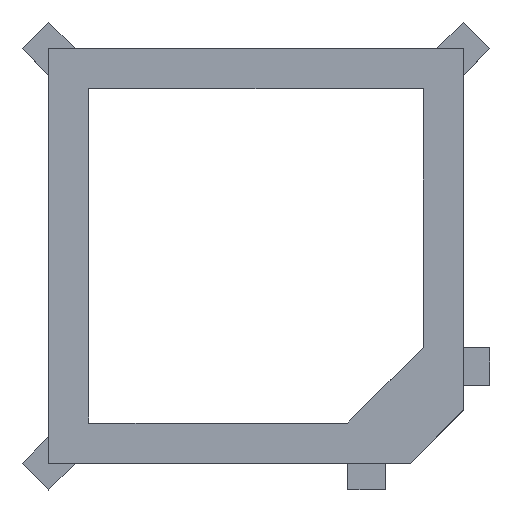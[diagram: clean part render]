
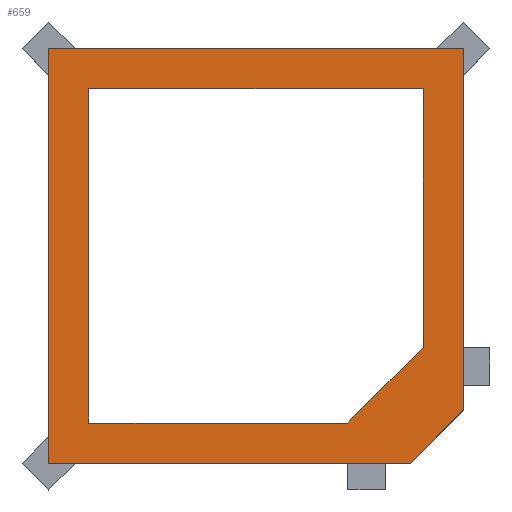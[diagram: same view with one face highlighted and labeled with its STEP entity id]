
A CAD part, top view. The second image highlights one B-rep face of the part: STEP entity #659.
In plain terms, the highlighted planar face has unit normal (0, 0, 1).
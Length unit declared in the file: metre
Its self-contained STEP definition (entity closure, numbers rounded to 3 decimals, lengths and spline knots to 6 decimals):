
#85=ORIENTED_EDGE('',*,*,#215,.F.);
#86=ORIENTED_EDGE('',*,*,#248,.F.);
#87=ORIENTED_EDGE('',*,*,#255,.F.);
#88=ORIENTED_EDGE('',*,*,#226,.T.);
#89=ORIENTED_EDGE('',*,*,#219,.T.);
#90=ORIENTED_EDGE('',*,*,#233,.T.);
#91=ORIENTED_EDGE('',*,*,#238,.T.);
#92=ORIENTED_EDGE('',*,*,#241,.T.);
#93=ORIENTED_EDGE('',*,*,#244,.F.);
#94=ORIENTED_EDGE('',*,*,#258,.F.);
#215=EDGE_CURVE('',#307,#308,#369,.T.);
#219=EDGE_CURVE('',#311,#308,#373,.T.);
#226=EDGE_CURVE('',#317,#311,#380,.T.);
#233=EDGE_CURVE('',#324,#323,#387,.T.);
#238=EDGE_CURVE('',#323,#327,#391,.T.);
#241=EDGE_CURVE('',#327,#329,#394,.T.);
#244=EDGE_CURVE('',#331,#329,#397,.T.);
#248=EDGE_CURVE('',#334,#307,#400,.T.);
#255=EDGE_CURVE('',#317,#334,#407,.T.);
#258=EDGE_CURVE('',#324,#331,#410,.T.);
#307=VERTEX_POINT('',#912);
#308=VERTEX_POINT('',#914);
#311=VERTEX_POINT('',#922);
#317=VERTEX_POINT('',#936);
#323=VERTEX_POINT('',#949);
#324=VERTEX_POINT('',#951);
#327=VERTEX_POINT('',#959);
#329=VERTEX_POINT('',#965);
#331=VERTEX_POINT('',#971);
#334=VERTEX_POINT('',#979);
#369=LINE('',#913,#459);
#373=LINE('',#921,#463);
#380=LINE('',#935,#470);
#387=LINE('',#950,#477);
#391=LINE('',#960,#481);
#394=LINE('',#966,#484);
#397=LINE('',#972,#487);
#400=LINE('',#980,#490);
#407=LINE('',#994,#497);
#410=LINE('',#998,#500);
#459=VECTOR('',#744,1.);
#463=VECTOR('',#750,1.);
#470=VECTOR('',#759,1.);
#477=VECTOR('',#768,1.);
#481=VECTOR('',#776,1.);
#484=VECTOR('',#781,1.);
#487=VECTOR('',#786,1.);
#490=VECTOR('',#793,1.);
#497=VECTOR('',#802,1.);
#500=VECTOR('',#807,1.);
#553=EDGE_LOOP('',(#85,#86,#87,#88,#89));
#554=EDGE_LOOP('',(#90,#91,#92,#93,#94));
#591=FACE_BOUND('',#553,.T.);
#592=FACE_BOUND('',#554,.T.);
#627=PLANE('',#709);
#659=ADVANCED_FACE('',(#591,#592),#627,.T.);
#709=AXIS2_PLACEMENT_3D('',#999,#808,#809);
#744=DIRECTION('',(-1.,0.,0.));
#750=DIRECTION('',(0.,-1.,0.));
#759=DIRECTION('',(-1.,0.,0.));
#768=DIRECTION('',(0.,-1.,0.));
#776=DIRECTION('',(-0.707,-0.707,0.));
#781=DIRECTION('',(-1.,0.,0.));
#786=DIRECTION('',(0.,-1.,0.));
#793=DIRECTION('',(-0.707,-0.707,0.));
#802=DIRECTION('',(0.,-1.,0.));
#807=DIRECTION('',(-1.,0.,0.));
#808=DIRECTION('',(0.,0.,1.));
#809=DIRECTION('',(1.,0.,0.));
#912=CARTESIAN_POINT('',(0.004086,-0.0055,0.003));
#913=CARTESIAN_POINT('',(-0.005146,-0.0055,0.003));
#914=CARTESIAN_POINT('',(-0.0055,-0.0055,0.003));
#921=CARTESIAN_POINT('',(-0.0055,0.005146,0.003));
#922=CARTESIAN_POINT('',(-0.0055,0.0055,0.003));
#935=CARTESIAN_POINT('',(0.005146,0.0055,0.003));
#936=CARTESIAN_POINT('',(0.0055,0.0055,0.003));
#949=CARTESIAN_POINT('',(0.004435,-0.002435,0.003));
#950=CARTESIAN_POINT('',(0.004435,0.00075,0.003));
#951=CARTESIAN_POINT('',(0.004435,0.004435,0.003));
#959=CARTESIAN_POINT('',(0.002435,-0.004435,0.003));
#960=CARTESIAN_POINT('',(0.003435,-0.003435,0.003));
#965=CARTESIAN_POINT('',(-0.004435,-0.004435,0.003));
#966=CARTESIAN_POINT('',(-0.00075,-0.004435,0.003));
#971=CARTESIAN_POINT('',(-0.004435,0.004435,0.003));
#972=CARTESIAN_POINT('',(-0.004435,0.,0.003));
#979=CARTESIAN_POINT('',(0.0055,-0.004086,0.003));
#980=CARTESIAN_POINT('',(0.004793,-0.004793,0.003));
#994=CARTESIAN_POINT('',(0.0055,-0.00376,0.003));
#998=CARTESIAN_POINT('',(0.,0.004435,0.003));
#999=CARTESIAN_POINT('',(0.,0.,0.003));
